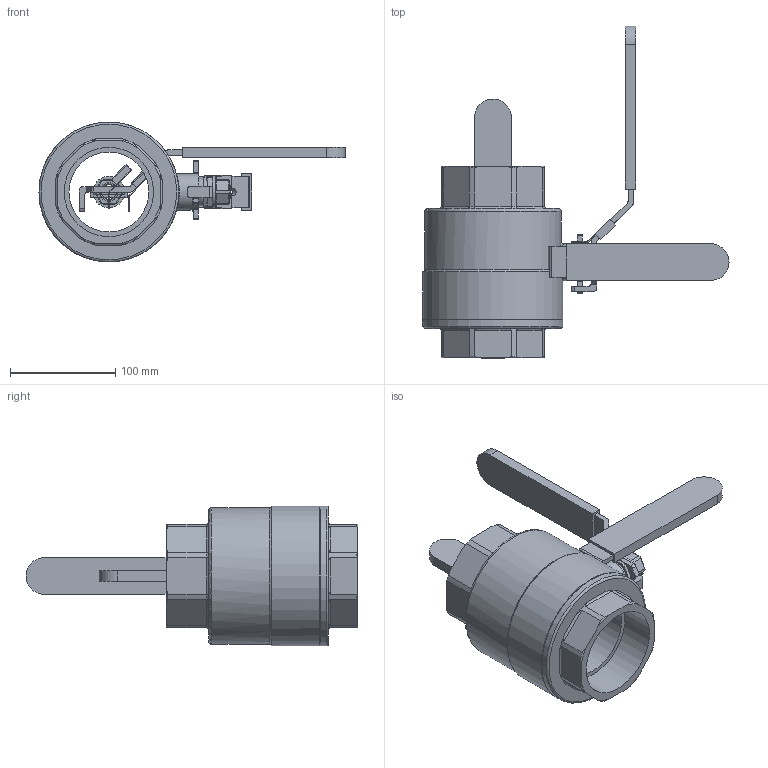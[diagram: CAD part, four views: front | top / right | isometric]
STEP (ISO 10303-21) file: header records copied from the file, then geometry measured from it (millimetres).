
FILE_DESCRIPTION( ( 'Unknown' ), '1' );
FILE_NAME( '9300-11r-STEP-KUNDE.stp', 'Unknown', ( 'Unknown' ), ( 'Unknown' ), 'PSStep 13.0', 'Unknown', ' ' );
FILE_SCHEMA( ( 'AUTOMOTIVE_DESIGN { 1 0 10303 214 1 1 1 1 }' ) );
Length unit declared in the file: millimetre
Products named in the file (8): Hebel .065-080; Assem1; Hebel_ 080; Kunststoffummantelung_080; Lasche 080; DIN126 Scheibe f. M16; M16; 8.100.080 
Bounding box: 291 x 315.5 x 133 mm (x, y, z)
Volume: 2657164.7 mm3; surface area: 424356.3 mm2
Topology: 15 solids, 15 shells, 594 faces, 1572 edges, 1037 vertices
Faces by surface type: plane 330, cylinder 190, cone 42, torus 30, bspline 2
Full cylindrical faces by diameter (mm): 7 x3, 13.835 x2, 17.5 x2, 26.5 x2, 30 x2, 35 x2, 76 x2, 84.926 x4, 130 x2, 132.5 x2, 133 x4
Entity records: 11505 total; most frequent: CARTESIAN_POINT 2993, ORIENTED_EDGE 1318, DIRECTION 1282, EDGE_CURVE 659, AXIS2_PLACEMENT_3D 448, VERTEX_POINT 443, LINE 386, VECTOR 386
